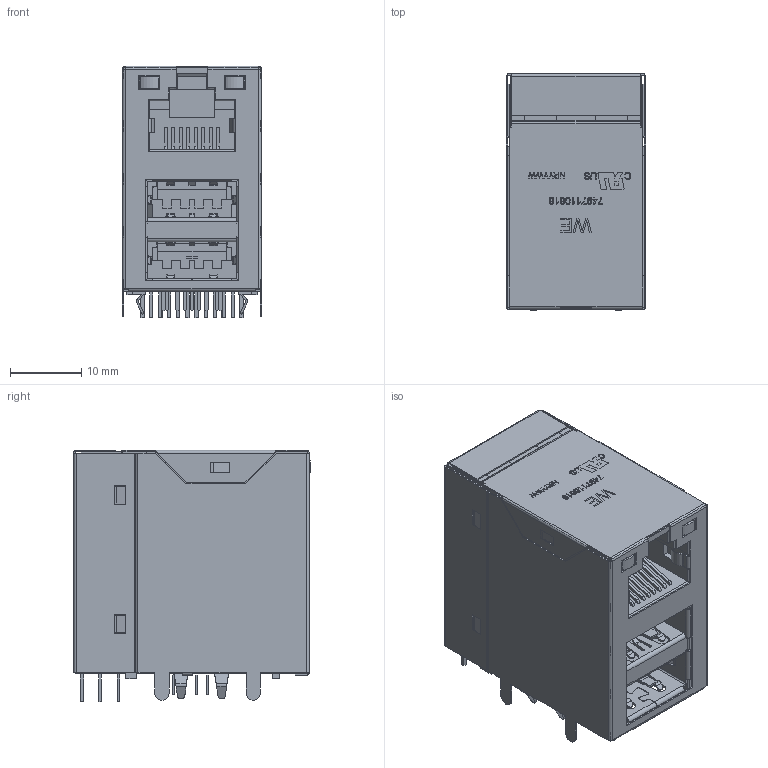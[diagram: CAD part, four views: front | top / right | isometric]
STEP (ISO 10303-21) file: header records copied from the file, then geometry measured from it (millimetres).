
FILE_DESCRIPTION(/* description */ ('Unknown'),/* implementation_level */ '2;1');
FILE_NAME(/* name */ '7497110616',/* time_stamp */ '2022-06-29T14:57:11+02:00',/* author */ ('Unknown'),/* organization */ ('Unknown'),/* preprocessor_version */ 'ST-DEVELOPER v16.7',/* originating_system */ 'Solid Edge',/* authorisation */ 'Unknown');
FILE_SCHEMA (('AUTOMOTIVE_DESIGN {1 0 10303 214 3 1 1}'));
Products named in the file (10): 7497110616; shielding; shielding_2; insulator; 692141030100; insulator_2; pins
Assembly tree (9 placements, depth 3):
  7497110616
    shielding
    shielding_2
    insulator
    692141030100
      insulator
      insulator_2
      pins
      shielding
      shielding_2
Bounding box: 19.5 x 33.15 x 35.2 mm (x, y, z)
Volume: 15328.9 mm3; surface area: 20894.1 mm2
Topology: 27 solids, 27 shells, 2101 faces, 5542 edges, 3532 vertices
Faces by surface type: plane 1533, cylinder 429, bspline 139
Entity records: 69382 total; most frequent: CARTESIAN_POINT 15607, ORIENTED_EDGE 11074, DIRECTION 9648, EDGE_CURVE 5537, LINE 4326, VECTOR 4326, VERTEX_POINT 3532, AXIS2_PLACEMENT_3D 2661
